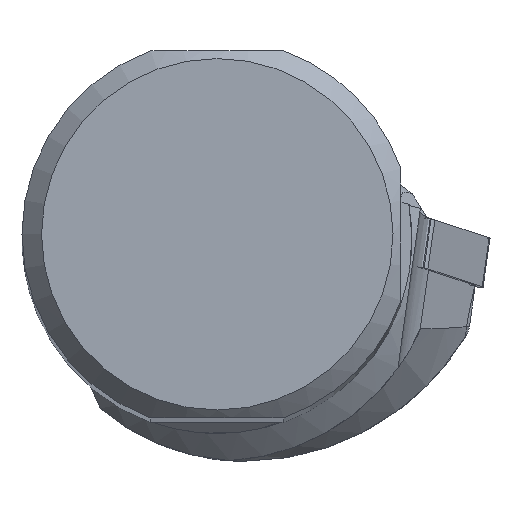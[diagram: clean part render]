
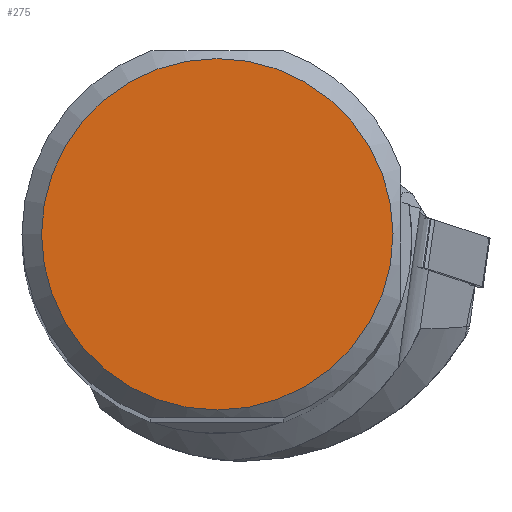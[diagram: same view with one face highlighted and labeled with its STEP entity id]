
A CAD part, top view. The second image highlights one B-rep face of the part: STEP entity #275.
In plain terms, the highlighted planar face has unit normal (0, 0, 1).
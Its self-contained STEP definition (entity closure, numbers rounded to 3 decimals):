
#192=FACE_OUTER_BOUND('',#701,.T.);
#275=ADVANCED_FACE('CU_SU_BP3',(#192),#339,.T.);
#339=PLANE('',#1819);
#701=EDGE_LOOP('',(#955));
#955=ORIENTED_EDGE('',*,*,#1512,.F.);
#1323=VERTEX_POINT('',#2759);
#1512=EDGE_CURVE('',#1323,#1323,#1635,.T.);
#1635=CIRCLE('',#1818,22.489);
#1818=AXIS2_PLACEMENT_3D('',#2758,#2154,#2155);
#1819=AXIS2_PLACEMENT_3D('',#2760,#2156,#2157);
#2154=DIRECTION('',(0.,0.,-1.));
#2155=DIRECTION('',(-1.,0.,0.));
#2156=DIRECTION('',(0.,0.,1.));
#2157=DIRECTION('',(-1.,0.,0.));
#2758=CARTESIAN_POINT('',(0.,0.,0.));
#2759=CARTESIAN_POINT('',(-22.489,0.,0.));
#2760=CARTESIAN_POINT('',(0.,0.,
0.));
